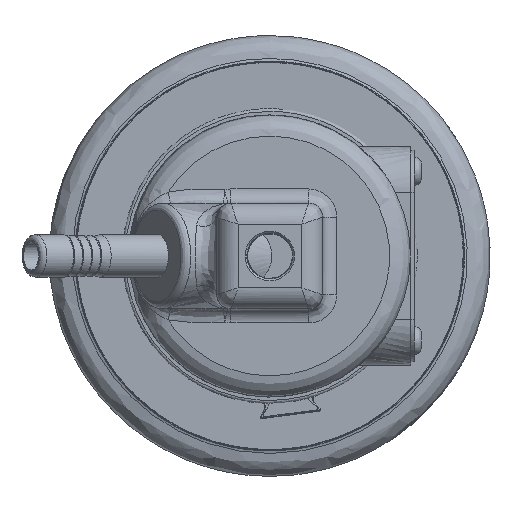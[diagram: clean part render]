
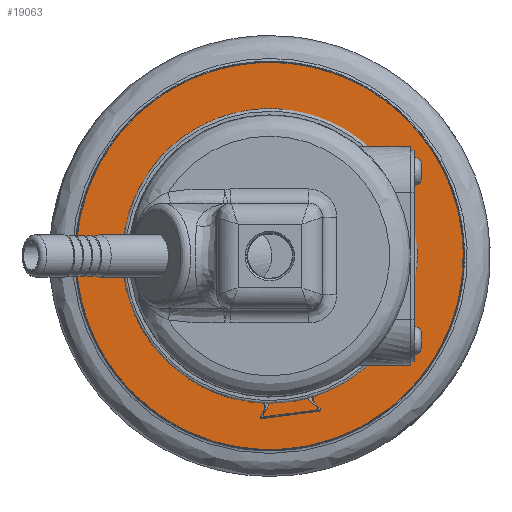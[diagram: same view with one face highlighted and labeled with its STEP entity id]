
A CAD part, front view. The second image highlights one B-rep face of the part: STEP entity #19063.
In plain terms, the highlighted free-form (B-spline) face has degree [1, 1] with [2, 2] control points.
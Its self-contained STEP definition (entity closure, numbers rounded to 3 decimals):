
#2269 = VERTEX_POINT('',#2270);
#2270 = CARTESIAN_POINT('',(-21.583,106.031,
    0.));
#2275 = EDGE_CURVE('',#2269,#2269,#2276,.T.);
#2276 = ( BOUNDED_CURVE() B_SPLINE_CURVE(2,(#2277,#2278,#2279,#2280,
#2281,#2282,#2283),.UNSPECIFIED.,.T.,.F.) B_SPLINE_CURVE_WITH_KNOTS((3,2
    ,2,3),(3.142,5.236,7.33,9.425),
.PIECEWISE_BEZIER_KNOTS.) CURVE() GEOMETRIC_REPRESENTATION_ITEM() 
RATIONAL_B_SPLINE_CURVE((1.,0.5,1.,0.5,1.,0.5,1.)) REPRESENTATION_ITEM(
  '') );
#2277 = CARTESIAN_POINT('',(-21.583,106.031,
    0.));
#2278 = CARTESIAN_POINT('',(-21.583,106.031,
    -37.382));
#2279 = CARTESIAN_POINT('',(10.791,106.031,
    -18.691));
#2280 = CARTESIAN_POINT('',(43.165,106.031,
    0.));
#2281 = CARTESIAN_POINT('',(10.791,106.031,
    18.691));
#2282 = CARTESIAN_POINT('',(-21.583,106.031,
    37.382));
#2283 = CARTESIAN_POINT('',(-21.583,106.031,
    0.));
#19063 = ADVANCED_FACE('',(#19064,#19078),#19081,.T.);
#19064 = FACE_BOUND('',#19065,.T.);
#19065 = EDGE_LOOP('',(#19066));
#19066 = ORIENTED_EDGE('',*,*,#19067,.T.);
#19067 = EDGE_CURVE('',#19068,#19068,#19070,.T.);
#19068 = VERTEX_POINT('',#19069);
#19069 = CARTESIAN_POINT('',(0.,106.031,
    30.448));
#19070 = ( BOUNDED_CURVE() B_SPLINE_CURVE(2,(#19071,#19072,#19073,#19074
    ,#19075,#19076,#19077),.UNSPECIFIED.,.T.,.F.) 
B_SPLINE_CURVE_WITH_KNOTS((3,2,2,3),(1.571,3.665,
5.76,7.854),.PIECEWISE_BEZIER_KNOTS.) CURVE() 
GEOMETRIC_REPRESENTATION_ITEM() RATIONAL_B_SPLINE_CURVE((1.,0.5,1.,0.5,
1.,0.5,1.)) REPRESENTATION_ITEM('') );
#19071 = CARTESIAN_POINT('',(0.,106.031,
    30.448));
#19072 = CARTESIAN_POINT('',(-52.738,106.031,
    30.448));
#19073 = CARTESIAN_POINT('',(-26.369,106.031,
    -15.224));
#19074 = CARTESIAN_POINT('',(0.,106.031,
    -60.896));
#19075 = CARTESIAN_POINT('',(26.369,106.031,
    -15.224));
#19076 = CARTESIAN_POINT('',(52.738,106.031,
    30.448));
#19077 = CARTESIAN_POINT('',(0.,106.031,
    30.448));
#19078 = FACE_BOUND('',#19079,.T.);
#19079 = EDGE_LOOP('',(#19080));
#19080 = ORIENTED_EDGE('',*,*,#2275,.F.);
#19081 = B_SPLINE_SURFACE_WITH_KNOTS('',1,1,(
    (#19082,#19083)
    ,(#19084,#19085
    )),.UNSPECIFIED.,.F.,.F.,.F.,(2,2),(2,2),(-27.51,
    27.51),(-47.01,8.01),
  .PIECEWISE_BEZIER_KNOTS.);
#19082 = CARTESIAN_POINT('',(-30.448,106.031,
    30.448));
#19083 = CARTESIAN_POINT('',(30.448,106.031,
    30.448));
#19084 = CARTESIAN_POINT('',(-30.448,106.031,
    -30.448));
#19085 = CARTESIAN_POINT('',(30.448,106.031,
    -30.448));
